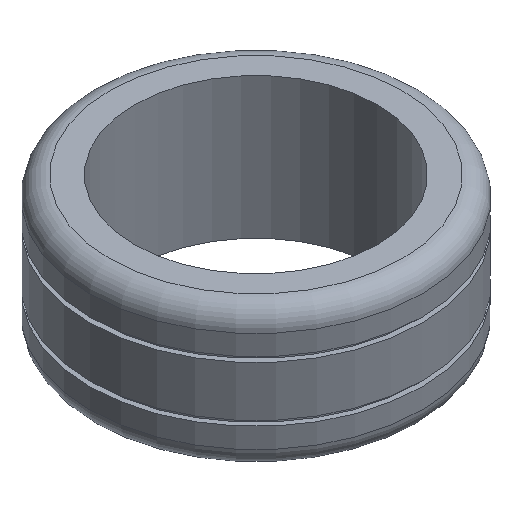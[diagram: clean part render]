
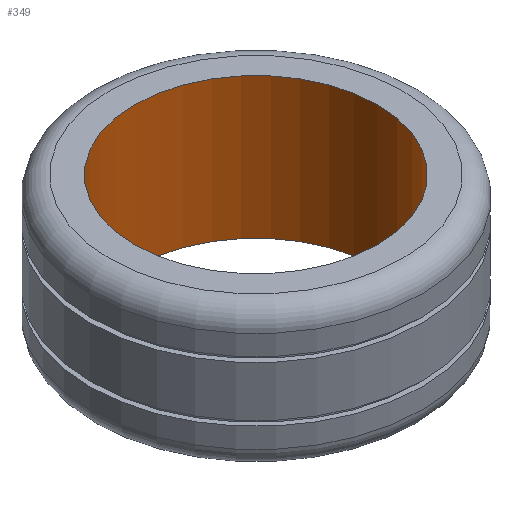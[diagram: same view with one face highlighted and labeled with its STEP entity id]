
A CAD part, isometric view. The second image highlights one B-rep face of the part: STEP entity #349.
In plain terms, the highlighted cylindrical face has radius 241.3 mm (diameter 482.6 mm), a full revolution.
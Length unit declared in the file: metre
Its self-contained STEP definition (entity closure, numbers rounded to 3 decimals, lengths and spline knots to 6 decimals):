
#28 = CARTESIAN_POINT('NONE', (0.2413, 0., 0.14));
#29 = VERTEX_POINT('NONE', #28);
#30 = CARTESIAN_POINT('NONE', (0.2413, 0., -0.14));
#31 = VERTEX_POINT('NONE', #30);
#146 = DIRECTION('NONE', (1, 0, -0));
#147 = DIRECTION('NONE', (0, 0, 1));
#148 = CARTESIAN_POINT('NONE', (0, 0, 0.14));
#149 = AXIS2_PLACEMENT_3D('NONE', #148, #147, #146);
#150 = CIRCLE('NONE', #149, 0.2413);
#155 = DIRECTION('NONE', (1, 0, -0));
#156 = DIRECTION('NONE', (0, 0, 1));
#157 = CARTESIAN_POINT('NONE', (0, 0, -0.14));
#158 = AXIS2_PLACEMENT_3D('NONE', #157, #156, #155);
#159 = CIRCLE('NONE', #158, 0.2413);
#185 = EDGE_CURVE('NONE', #29, #29, #150, .T.);
#187 = EDGE_CURVE('NONE', #31, #31, #159, .T.);
#247 = CARTESIAN_POINT('NONE', (0, 0, 0.14));
#248 = DIRECTION('NONE', (-0, 0, -1));
#249 = DIRECTION('NONE', (1, 0, -0));
#250 = AXIS2_PLACEMENT_3D('NONE', #247, #248, #249);
#251 = CYLINDRICAL_SURFACE('NONE', #250, 0.2413);
#343 = ORIENTED_EDGE('NONE', *, *, #185, .T.);
#344 = ORIENTED_EDGE('NONE', *, *, #187, .F.);
#345 = EDGE_LOOP('NONE', (#343));
#346 = FACE_BOUND('NONE', #345, .T.);
#347 = EDGE_LOOP('NONE', (#344));
#348 = FACE_BOUND('NONE', #347, .T.);
#349 = ADVANCED_FACE('NONE', (#346, #348), #251, .F.);
